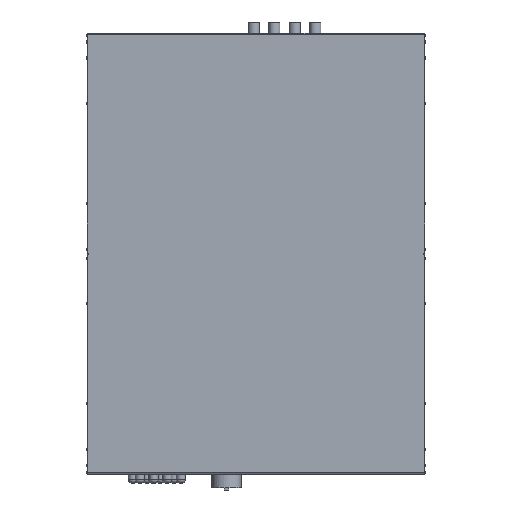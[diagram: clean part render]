
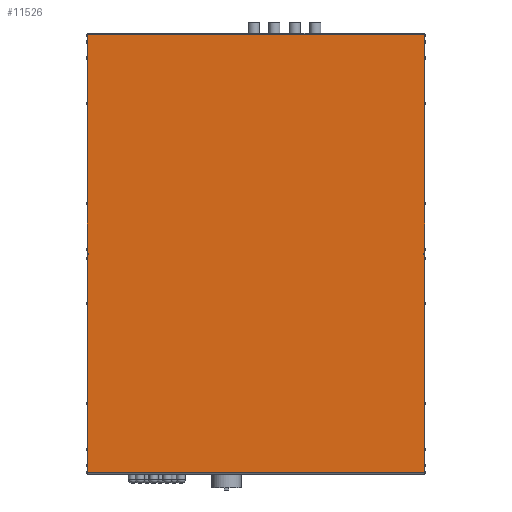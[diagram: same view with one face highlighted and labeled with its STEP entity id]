
A CAD part, front view. The second image highlights one B-rep face of the part: STEP entity #11526.
In plain terms, the highlighted planar face has unit normal (0, -1, 0).
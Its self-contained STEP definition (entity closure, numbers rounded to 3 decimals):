
#3502 = VERTEX_POINT ( 'NONE', #18714 ) ;
#3505 = EDGE_CURVE ( 'NONE', #3502, #3506, #18712, .T. ) ;
#3506 = VERTEX_POINT ( 'NONE', #18708 ) ;
#11203 = VERTEX_POINT ( 'NONE', #27683 ) ;
#11205 = EDGE_CURVE ( 'NONE', #11203, #11217, #27682, .T. ) ;
#11217 = VERTEX_POINT ( 'NONE', #27713 ) ;
#11446 = VERTEX_POINT ( 'NONE', #28084 ) ;
#11492 = EDGE_CURVE ( 'NONE', #11493, #11516, #28141, .T. ) ;
#11493 = VERTEX_POINT ( 'NONE', #28132 ) ;
#11494 = ORIENTED_EDGE ( 'NONE', *, *, #11495, .T. ) ;
#11495 = EDGE_CURVE ( 'NONE', #11493, #11496, #28131, .T. ) ;
#11496 = VERTEX_POINT ( 'NONE', #28127 ) ;
#11497 = ORIENTED_EDGE ( 'NONE', *, *, #11498, .T. ) ;
#11498 = EDGE_CURVE ( 'NONE', #11496, #11519, #28126, .T. ) ;
#11499 = ORIENTED_EDGE ( 'NONE', *, *, #11518, .F. ) ;
#11500 = ORIENTED_EDGE ( 'NONE', *, *, #3505, .F. ) ;
#11501 = ORIENTED_EDGE ( 'NONE', *, *, #11502, .F. ) ;
#11502 = EDGE_CURVE ( 'NONE', #11530, #3502, #28183, .T. ) ;
#11505 = ORIENTED_EDGE ( 'NONE', *, *, #11506, .T. ) ;
#11506 = EDGE_CURVE ( 'NONE', #11446, #11217, #28173, .T. ) ;
#11507 = ORIENTED_EDGE ( 'NONE', *, *, #11205, .F. ) ;
#11508 = ORIENTED_EDGE ( 'NONE', *, *, #11509, .T. ) ;
#11509 = EDGE_CURVE ( 'NONE', #11203, #11510, #28169, .T. ) ;
#11510 = VERTEX_POINT ( 'NONE', #28165 ) ;
#11511 = ORIENTED_EDGE ( 'NONE', *, *, #11512, .T. ) ;
#11512 = EDGE_CURVE ( 'NONE', #11510, #11513, #28164, .T. ) ;
#11513 = VERTEX_POINT ( 'NONE', #28160 ) ;
#11514 = ORIENTED_EDGE ( 'NONE', *, *, #11515, .F. ) ;
#11515 = EDGE_CURVE ( 'NONE', #11516, #11513, #28159, .T. ) ;
#11516 = VERTEX_POINT ( 'NONE', #28155 ) ;
#11517 = ORIENTED_EDGE ( 'NONE', *, *, #11492, .F. ) ;
#11518 = EDGE_CURVE ( 'NONE', #3506, #11519, #28218, .T. ) ;
#11519 = VERTEX_POINT ( 'NONE', #28214 ) ;
#11526 = ADVANCED_FACE ( 'NONE', ( #28204 ), #28202, .F. ) ;
#11527 = EDGE_LOOP ( 'NONE', ( #11528, #11505, #11507, #11508, #11511, #11514, #11517, #11494, #11497, #11499, #11500, #11501 ) ) ;
#11528 = ORIENTED_EDGE ( 'NONE', *, *, #11529, .T. ) ;
#11529 = EDGE_CURVE ( 'NONE', #11530, #11446, #28203, .T. ) ;
#11530 = VERTEX_POINT ( 'NONE', #28194 ) ;
#18708 = CARTESIAN_POINT ( 'NONE',  ( 370., 0., -480.5 ) ) ;
#18709 = DIRECTION ( 'NONE',  ( 0., 0., -1. ) ) ;
#18710 = VECTOR ( 'NONE', #18709, 1000. ) ;
#18711 = CARTESIAN_POINT ( 'NONE',  ( 370., 0., 480.5 ) ) ;
#18712 = LINE ( 'NONE', #18711, #18710 ) ;
#18714 = CARTESIAN_POINT ( 'NONE',  ( 370., 0., -1.5 ) ) ;
#27679 = DIRECTION ( 'NONE',  ( 0., 0., -1. ) ) ;
#27680 = VECTOR ( 'NONE', #27679, 1000. ) ;
#27681 = CARTESIAN_POINT ( 'NONE',  ( 370., 0., 480.5 ) ) ;
#27682 = LINE ( 'NONE', #27681, #27680 ) ;
#27683 = CARTESIAN_POINT ( 'NONE',  ( 370., 0., 480.5 ) ) ;
#27713 = CARTESIAN_POINT ( 'NONE',  ( 370., 0., 1.5 ) ) ;
#28084 = CARTESIAN_POINT ( 'NONE',  ( 368.5, 0., 1.5 ) ) ;
#28125 = CARTESIAN_POINT ( 'NONE',  ( -370., 0., 480.5 ) ) ;
#28126 = LINE ( 'NONE', #28125, #28185 ) ;
#28127 = CARTESIAN_POINT ( 'NONE',  ( -370., 0., -1.5 ) ) ;
#28128 = DIRECTION ( 'NONE',  ( -1., 0., 0. ) ) ;
#28129 = VECTOR ( 'NONE', #28128, 1000. ) ;
#28130 = CARTESIAN_POINT ( 'NONE',  ( -342.821, 0., -1.5 ) ) ;
#28131 = LINE ( 'NONE', #28130, #28129 ) ;
#28132 = CARTESIAN_POINT ( 'NONE',  ( -368.5, 0., -1.5 ) ) ;
#28133 = DIRECTION ( 'NONE',  ( 0., 0., 1. ) ) ;
#28134 = VECTOR ( 'NONE', #28133, 1000. ) ;
#28135 = CARTESIAN_POINT ( 'NONE',  ( -368.5, 0., 1.5 ) ) ;
#28141 = LINE ( 'NONE', #28135, #28134 ) ;
#28155 = CARTESIAN_POINT ( 'NONE',  ( -368.5, 0., 1.5 ) ) ;
#28156 = DIRECTION ( 'NONE',  ( -1., 0., 0. ) ) ;
#28157 = VECTOR ( 'NONE', #28156, 1000. ) ;
#28158 = CARTESIAN_POINT ( 'NONE',  ( -342.821, 0., 1.5 ) ) ;
#28159 = LINE ( 'NONE', #28158, #28157 ) ;
#28160 = CARTESIAN_POINT ( 'NONE',  ( -370., 0., 1.5 ) ) ;
#28161 = DIRECTION ( 'NONE',  ( 0., 0., -1. ) ) ;
#28162 = VECTOR ( 'NONE', #28161, 1000. ) ;
#28163 = CARTESIAN_POINT ( 'NONE',  ( -370., 0., 480.5 ) ) ;
#28164 = LINE ( 'NONE', #28163, #28162 ) ;
#28165 = CARTESIAN_POINT ( 'NONE',  ( -370., 0., 480.5 ) ) ;
#28166 = DIRECTION ( 'NONE',  ( -1., 0., 0. ) ) ;
#28167 = VECTOR ( 'NONE', #28166, 1000. ) ;
#28168 = CARTESIAN_POINT ( 'NONE',  ( 1404.301, 0., 480.5 ) ) ;
#28169 = LINE ( 'NONE', #28168, #28167 ) ;
#28170 = DIRECTION ( 'NONE',  ( 1., 0., 0. ) ) ;
#28171 = VECTOR ( 'NONE', #28170, 1000. ) ;
#28172 = CARTESIAN_POINT ( 'NONE',  ( 342.821, 0., 1.5 ) ) ;
#28173 = LINE ( 'NONE', #28172, #28171 ) ;
#28180 = DIRECTION ( 'NONE',  ( 1., 0., 0. ) ) ;
#28181 = VECTOR ( 'NONE', #28180, 1000. ) ;
#28182 = CARTESIAN_POINT ( 'NONE',  ( 342.821, 0., -1.5 ) ) ;
#28183 = LINE ( 'NONE', #28182, #28181 ) ;
#28184 = DIRECTION ( 'NONE',  ( 0., 0., -1. ) ) ;
#28185 = VECTOR ( 'NONE', #28184, 1000. ) ;
#28194 = CARTESIAN_POINT ( 'NONE',  ( 368.5, 0., -1.5 ) ) ;
#28195 = DIRECTION ( 'NONE',  ( 0., 0., 1. ) ) ;
#28196 = VECTOR ( 'NONE', #28195, 1000. ) ;
#28197 = CARTESIAN_POINT ( 'NONE',  ( 368.5, 0., 1.5 ) ) ;
#28198 = DIRECTION ( 'NONE',  ( 0., 0., 1. ) ) ;
#28199 = DIRECTION ( 'NONE',  ( 0., 1., 0. ) ) ;
#28200 = CARTESIAN_POINT ( 'NONE',  ( 1404.301, 0., 480.5 ) ) ;
#28201 = AXIS2_PLACEMENT_3D ( 'NONE', #28200, #28199, #28198 ) ;
#28202 = PLANE ( 'NONE',  #28201 ) ;
#28203 = LINE ( 'NONE', #28197, #28196 ) ;
#28204 = FACE_OUTER_BOUND ( 'NONE', #11527, .T. ) ;
#28214 = CARTESIAN_POINT ( 'NONE',  ( -370., 0., -480.5 ) ) ;
#28215 = DIRECTION ( 'NONE',  ( -1., 0., 0. ) ) ;
#28216 = VECTOR ( 'NONE', #28215, 1000. ) ;
#28217 = CARTESIAN_POINT ( 'NONE',  ( 1404.301, 0., -480.5 ) ) ;
#28218 = LINE ( 'NONE', #28217, #28216 ) ;
